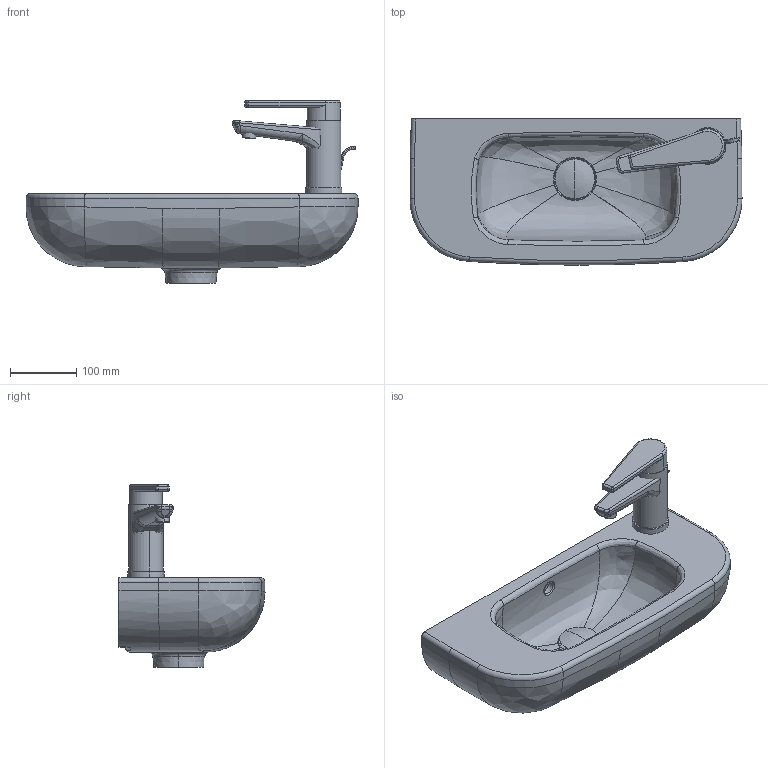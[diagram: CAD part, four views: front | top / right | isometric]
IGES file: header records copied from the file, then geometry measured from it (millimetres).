
Global section: file name: No Iges File Name specified; native system: AutoDesk Inventor R11.0; preprocessor: AutoDesk Inventor Iges Exporter R11.0; author: No Author specified; organization: No Organization specified; date: 20071024.201546; units: millimetre
Bounding box: 500 x 219.98 x 275 mm (x, y, z)
Volume: 6793583.9 mm3; surface area: 465505.7 mm2
Topology: 8 solids, 8 shells, 237 faces, 588 edges, 359 vertices
Faces by surface type: cylinder 68, plane 58, bspline 53, revolution 23, torus 21, sphere 8, cone 6
